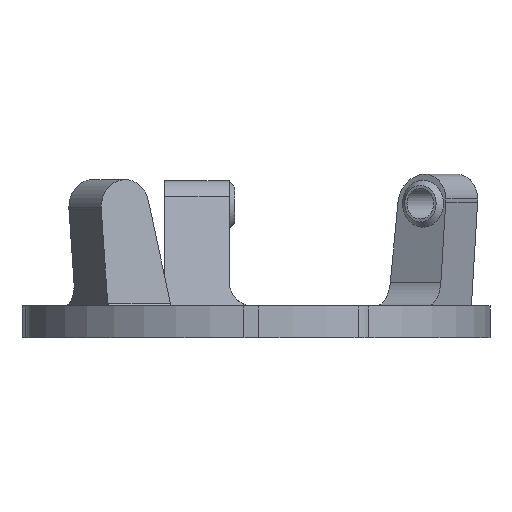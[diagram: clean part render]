
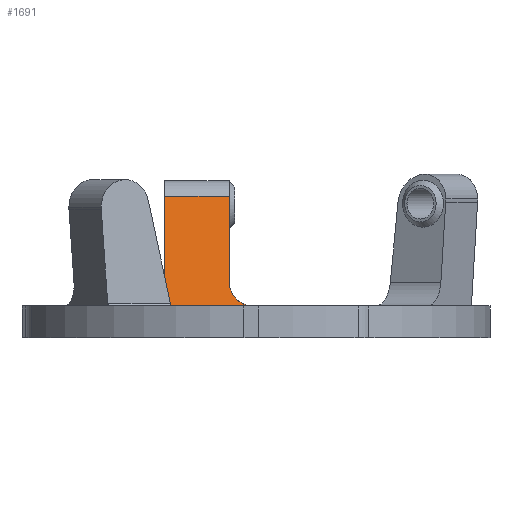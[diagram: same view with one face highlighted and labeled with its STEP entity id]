
A CAD part, left-side view. The second image highlights one B-rep face of the part: STEP entity #1691.
In plain terms, the highlighted planar face has unit normal (-0.97, -0.003, 0.242).
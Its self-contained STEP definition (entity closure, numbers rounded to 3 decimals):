
#217=CARTESIAN_POINT('',(240.486,-1.851,-6.5));
#218=VERTEX_POINT('',#217);
#219=CARTESIAN_POINT('',(240.515,-10.391,-6.5));
#220=VERTEX_POINT('',#219);
#221=CARTESIAN_POINT('',(240.486,-1.851,-6.5));
#222=DIRECTION('',(0.003,-1.,0.));
#223=VECTOR('',#222,8.54);
#224=LINE('',#221,#223);
#225=EDGE_CURVE('',#218,#220,#224,.T.);
#1643=CARTESIAN_POINT('',(241.781,-8.167,-1.384));
#1644=DIRECTION('',(0.97,0.003,-0.242));
#1645=DIRECTION('',(-0.003,1.,-0.));
#1646=AXIS2_PLACEMENT_3D('',#1643,#1644,#1645);
#1647=PLANE('',#1646);
#1648=CARTESIAN_POINT('',(240.549,-2.101,-6.25));
#1649=VERTEX_POINT('',#1648);
#1650=CARTESIAN_POINT('',(240.548,-1.851,-6.25));
#1651=DIRECTION('',(0.97,0.003,-0.242));
#1652=DIRECTION('',(-0.242,-0.001,-0.97));
#1653=AXIS2_PLACEMENT_3D('',#1650,#1651,#1652);
#1654=ELLIPSE('',#1653,0.258,0.25);
#1655=EDGE_CURVE('',#1649,#218,#1654,.T.);
#1656=ORIENTED_EDGE('',*,*,#1655,.T.);
#1657=ORIENTED_EDGE('',*,*,#225,.T.);
#1658=CARTESIAN_POINT('',(241.06,-8.17,-4.28));
#1659=VERTEX_POINT('',#1658);
#1660=CARTESIAN_POINT('',(241.067,-10.39,-4.28));
#1661=DIRECTION('',(0.97,0.003,-0.242));
#1662=DIRECTION('',(0.242,0.001,0.97));
#1663=AXIS2_PLACEMENT_3D('',#1660,#1661,#1662);
#1664=ELLIPSE('',#1663,2.288,2.22);
#1665=EDGE_CURVE('',#220,#1659,#1664,.T.);
#1666=ORIENTED_EDGE('',*,*,#1665,.T.);
#1667=CARTESIAN_POINT('',(243.067,-8.163,3.78));
#1668=VERTEX_POINT('',#1667);
#1669=CARTESIAN_POINT('',(243.067,-8.163,3.78));
#1670=DIRECTION('',(-0.242,-0.001,-0.97));
#1671=VECTOR('',#1670,8.306);
#1672=LINE('',#1669,#1671);
#1673=EDGE_CURVE('',#1668,#1659,#1672,.T.);
#1674=ORIENTED_EDGE('',*,*,#1673,.F.);
#1675=CARTESIAN_POINT('',(243.047,-2.093,3.78));
#1676=VERTEX_POINT('',#1675);
#1677=CARTESIAN_POINT('',(243.067,-8.163,3.78));
#1678=DIRECTION('',(-0.003,1.,0.));
#1679=VECTOR('',#1678,6.07);
#1680=LINE('',#1677,#1679);
#1681=EDGE_CURVE('',#1668,#1676,#1680,.T.);
#1682=ORIENTED_EDGE('',*,*,#1681,.T.);
#1683=CARTESIAN_POINT('',(243.047,-2.093,3.78));
#1684=DIRECTION('',(-0.242,-0.001,-0.97));
#1685=VECTOR('',#1684,10.336);
#1686=LINE('',#1683,#1685);
#1687=EDGE_CURVE('',#1676,#1649,#1686,.T.);
#1688=ORIENTED_EDGE('',*,*,#1687,.T.);
#1689=EDGE_LOOP('',(#1656,#1657,#1666,#1674,#1682,#1688));
#1690=FACE_BOUND('',#1689,.T.);
#1691=ADVANCED_FACE('',(#1690),#1647,.F.);
